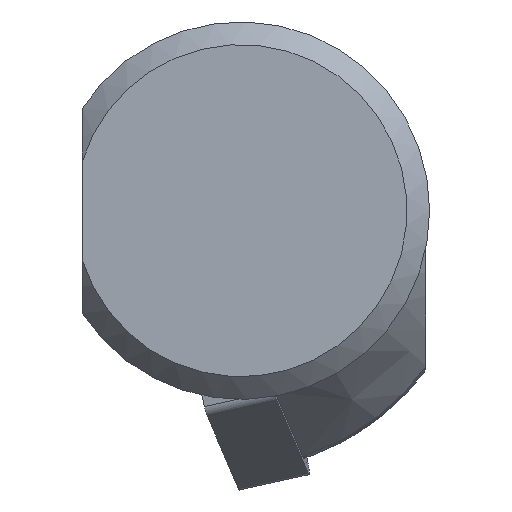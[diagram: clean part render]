
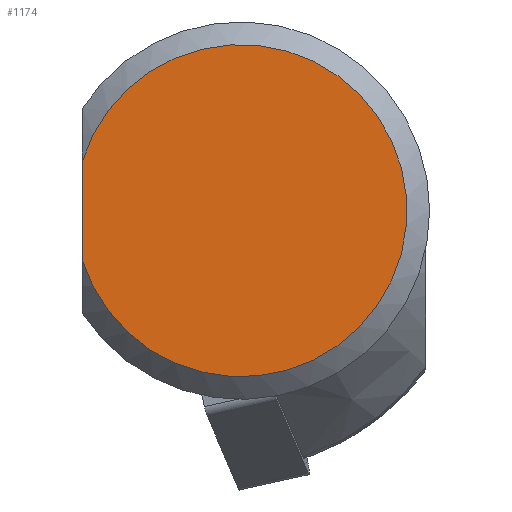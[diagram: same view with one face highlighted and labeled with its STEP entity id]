
A CAD part, left-side view. The second image highlights one B-rep face of the part: STEP entity #1174.
In plain terms, the highlighted face is planar.
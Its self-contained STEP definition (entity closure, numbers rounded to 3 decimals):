
#590=CARTESIAN_POINT('',(0.,0.,0.));
#591=DIRECTION('',(0.,0.,1.));
#592=DIRECTION('',(-0.298,0.955,0.));
#593=AXIS2_PLACEMENT_3D('',#590,#591,#592);
#598=CARTESIAN_POINT('',(3.279,10.5,0.));
#613=CARTESIAN_POINT('',(-3.279,10.5,0.));
#618=DIRECTION('',(1.,0.,0.));
#619=VECTOR('',#618,6.557);
#620=CARTESIAN_POINT('',(-3.279,10.5,0.));
#621=LINE('',#620,#619);
#647=VERTEX_POINT('',#613);
#694=VERTEX_POINT('',#598);
#1165=CARTESIAN_POINT('',(0.,0.,0.));
#1166=DIRECTION('',(0.,0.,-1.));
#1167=DIRECTION('',(1.,0.,0.));
#1168=AXIS2_PLACEMENT_3D('',#1165,#1166,#1167);
#1169=PLANE('',#1168);
#1170=ORIENTED_EDGE('',*,*,#1150,.F.);
#1171=ORIENTED_EDGE('',*,*,#1086,.T.);
#1172=EDGE_LOOP('',(#1170,#1171));
#1173=FACE_OUTER_BOUND('',#1172,.F.);
#594=CIRCLE('',#593,11.);
#1086=EDGE_CURVE('',#647,#694,#621,.T.);
#1150=EDGE_CURVE('',#647,#694,#594,.T.);
#1174=ADVANCED_FACE('',(#1173),#1169,.F.);
